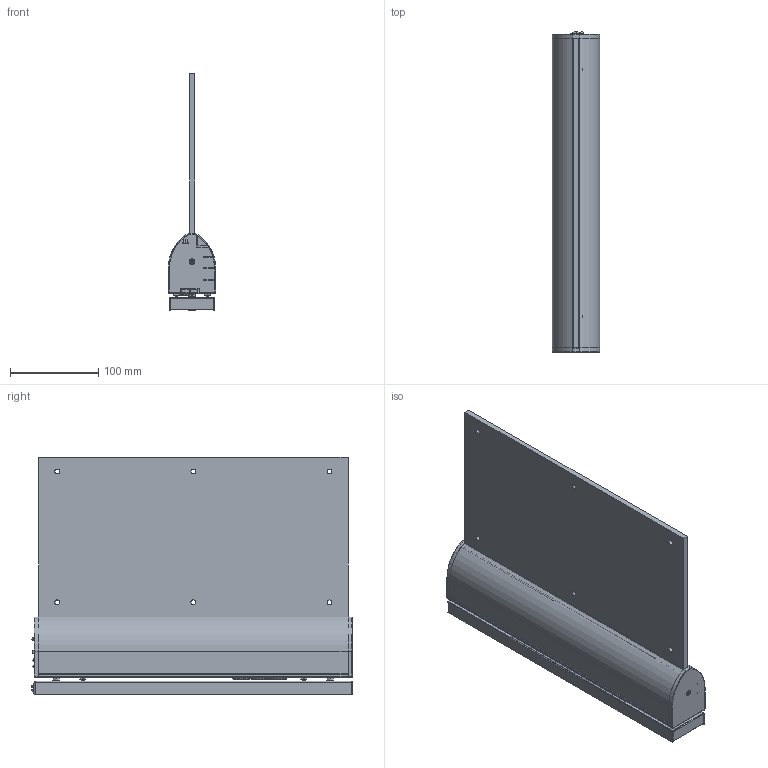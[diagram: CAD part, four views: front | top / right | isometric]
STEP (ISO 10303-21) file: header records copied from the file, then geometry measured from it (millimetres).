
FILE_DESCRIPTION((''),'2;1');
FILE_NAME('SLD-XIDINGSHI_ASM','2025-01-22T',('MEXCEL'),(''),'PRO/ENGINEER BY PARAMETRIC TECHNOLOGY CORPORATION, 2011490','PRO/ENGINEER BY PARAMETRIC TECHNOLOGY CORPORATION, 2011490','');
FILE_SCHEMA(('CONFIG_CONTROL_DESIGN'));
Products named in the file (22): SLD-LVHEJINKETI; DIANLUBAN; M11-32-GANGSI; M11YOUDUANGAI; M11ZUODUANGAI; M3-8CHENTOULUODING; M4-LIUJIAOLUOMU; SLD-SUOJINZHU; M4X10X9-LUODING; SLD-DAOGUANGBAN; M3-8PANTOULUODING; MIFENGQUAN-1; M11-32-GAIBAN; JIANGEZHU; SLD-GUANGYUANTIAO; M3-5PANTOULUOSI; SLD-LVHEJINKETI_ASM; SLD-XIDINGBAN; M5X21LUODING; ZHICHENGLUODING; SLD-XIDINGBAN_ASM; SLD-XIDINGSHI_ASM
Assembly tree (33 placements, depth 3):
  SLD-XIDINGSHI_ASM
    SLD-LVHEJINKETI_ASM
      SLD-LVHEJINKETI
      DIANLUBAN
      M11-32-GANGSI
      M11YOUDUANGAI
      M11ZUODUANGAI
      M3-8CHENTOULUODING  x2
      M4-LIUJIAOLUOMU  x2
      SLD-SUOJINZHU  x2
      M4X10X9-LUODING  x2
      SLD-DAOGUANGBAN
      M3-8PANTOULUODING  x2
      MIFENGQUAN-1  x3
      M11-32-GAIBAN
      JIANGEZHU  x2
      SLD-GUANGYUANTIAO
      M3-5PANTOULUOSI  x2
    SLD-XIDINGBAN_ASM
      SLD-XIDINGBAN
      M5X21LUODING
      ZHICHENGLUODING  x4
Bounding box: 53.4 x 362.93 x 268.35 mm (x, y, z)
Volume: 636325.9 mm3; surface area: 486464 mm2
Topology: 31 solids, 34 shells, 3622 faces, 10040 edges, 6606 vertices
Faces by surface type: plane 2144, cylinder 1056, bspline 176, torus 118, cone 78, sphere 50
Entity records: 110864 total; most frequent: CARTESIAN_POINT 47499, ORIENTED_EDGE 13476, DIRECTION 12264, EDGE_CURVE 6804, VECTOR 4882, LINE 4882, VERTEX_POINT 4485, AXIS2_PLACEMENT_3D 3691
